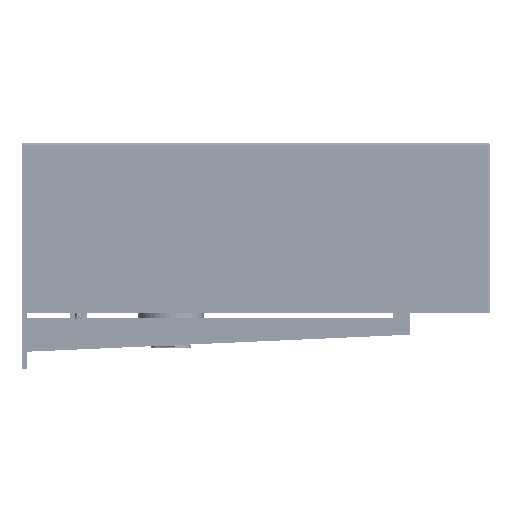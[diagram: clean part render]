
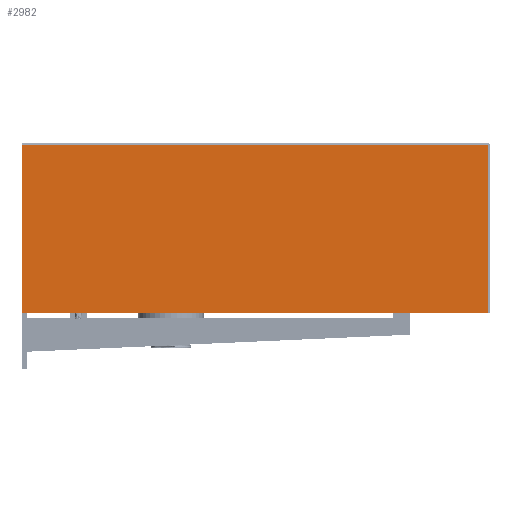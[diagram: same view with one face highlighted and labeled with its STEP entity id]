
A CAD part, left-side view. The second image highlights one B-rep face of the part: STEP entity #2982.
In plain terms, the highlighted planar face has unit normal (-1, 0, 0).
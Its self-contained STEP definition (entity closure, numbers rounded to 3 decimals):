
#2982=ADVANCED_FACE('',(#5349),#4274,.T.);
#4274=PLANE('',#26769);
#5349=FACE_OUTER_BOUND('',#6904,.T.);
#6904=EDGE_LOOP('',(#10502,#10503,#10504,#10505));
#10502=ORIENTED_EDGE('',*,*,#19013,.T.);
#10503=ORIENTED_EDGE('',*,*,#19014,.T.);
#10504=ORIENTED_EDGE('',*,*,#19015,.F.);
#10505=ORIENTED_EDGE('',*,*,#19016,.T.);
#16239=VERTEX_POINT('',#103184);
#16240=VERTEX_POINT('',#103185);
#16241=VERTEX_POINT('',#103187);
#16242=VERTEX_POINT('',#103189);
#19013=EDGE_CURVE('',#16239,#16240,#22153,.T.);
#19014=EDGE_CURVE('',#16240,#16241,#22154,.T.);
#19015=EDGE_CURVE('',#16242,#16241,#22155,.T.);
#19016=EDGE_CURVE('',#16242,#16239,#22156,.T.);
#22153=LINE('',#103183,#24565);
#22154=LINE('',#103186,#24566);
#22155=LINE('',#103188,#24567);
#22156=LINE('',#103190,#24568);
#24565=VECTOR('',#30244,1.);
#24566=VECTOR('',#30245,1.);
#24567=VECTOR('',#30246,1.);
#24568=VECTOR('',#30247,1.);
#26769=AXIS2_PLACEMENT_3D('',#103191,#30248,#30249);
#30244=DIRECTION('',(0.,0.,1.));
#30245=DIRECTION('',(0.,1.,0.));
#30246=DIRECTION('',(0.,0.,1.));
#30247=DIRECTION('',(0.,-1.,0.));
#30248=DIRECTION('',(-1.,0.,0.));
#30249=DIRECTION('',(0.,0.,1.));
#103183=CARTESIAN_POINT('',(0.,2.,-12.));
#103184=CARTESIAN_POINT('',(0.,2.,-200.));
#103185=CARTESIAN_POINT('',(0.,2.,-2.));
#103186=CARTESIAN_POINT('',(0.,550.,-2.));
#103187=CARTESIAN_POINT('',(0.,550.,-2.));
#103188=CARTESIAN_POINT('',(0.,550.,-12.));
#103189=CARTESIAN_POINT('',(0.,550.,-200.));
#103190=CARTESIAN_POINT('',(0.,550.,-200.));
#103191=CARTESIAN_POINT('',(0.,550.,-12.));
